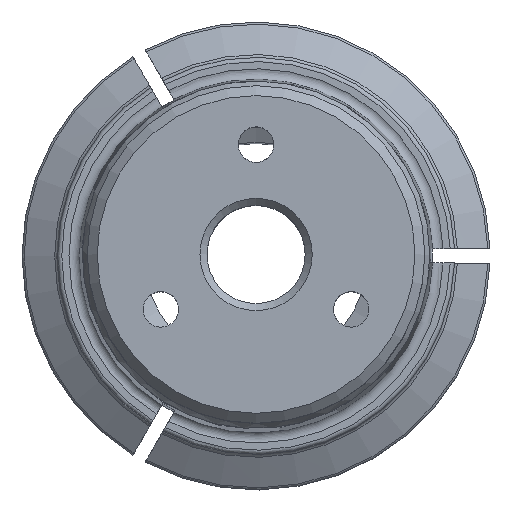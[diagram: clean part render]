
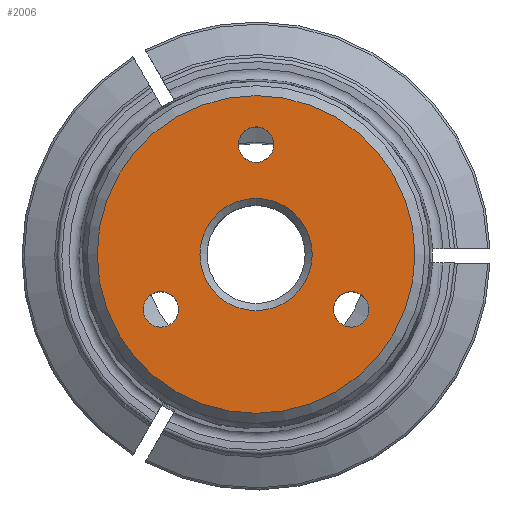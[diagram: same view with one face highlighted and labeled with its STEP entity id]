
A CAD part, top view. The second image highlights one B-rep face of the part: STEP entity #2006.
In plain terms, the highlighted planar face has unit normal (0, 0, 1).
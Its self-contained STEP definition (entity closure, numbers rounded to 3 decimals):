
#158=PLANE('',#2115);
#292=ORIENTED_EDGE('',*,*,#700,.F.);
#293=ORIENTED_EDGE('',*,*,#698,.T.);
#294=ORIENTED_EDGE('',*,*,#705,.T.);
#295=ORIENTED_EDGE('',*,*,#706,.T.);
#296=ORIENTED_EDGE('',*,*,#686,.T.);
#686=EDGE_CURVE('',#895,#895,#1042,.T.);
#698=EDGE_CURVE('',#905,#905,#1049,.T.);
#700=EDGE_CURVE('',#907,#907,#1051,.T.);
#705=EDGE_CURVE('',#912,#912,#1056,.T.);
#706=EDGE_CURVE('',#913,#913,#1057,.T.);
#895=VERTEX_POINT('',#2751);
#905=VERTEX_POINT('',#2800);
#907=VERTEX_POINT('',#2805);
#912=VERTEX_POINT('',#2819);
#913=VERTEX_POINT('',#2821);
#1042=CIRCLE('',#2094,1.25);
#1049=CIRCLE('',#2104,3.959);
#1051=CIRCLE('',#2107,11.2);
#1056=CIRCLE('',#2116,1.25);
#1057=CIRCLE('',#2117,1.25);
#1155=EDGE_LOOP('',(#292));
#1156=EDGE_LOOP('',(#293));
#1157=EDGE_LOOP('',(#294));
#1158=EDGE_LOOP('',(#295));
#1159=EDGE_LOOP('',(#296));
#1277=FACE_BOUND('',#1155,.T.);
#1278=FACE_BOUND('',#1156,.T.);
#1279=FACE_BOUND('',#1157,.T.);
#1280=FACE_BOUND('',#1158,.T.);
#1281=FACE_BOUND('',#1159,.T.);
#2006=ADVANCED_FACE('',(#1277,#1278,#1279,#1280,#1281),#158,.F.);
#2094=AXIS2_PLACEMENT_3D('',#2750,#2295,#2296);
#2104=AXIS2_PLACEMENT_3D('',#2799,#2315,#2316);
#2107=AXIS2_PLACEMENT_3D('',#2804,#2321,#2322);
#2115=AXIS2_PLACEMENT_3D('',#2817,#2337,#2338);
#2116=AXIS2_PLACEMENT_3D('',#2818,#2339,#2340);
#2117=AXIS2_PLACEMENT_3D('',#2820,#2341,#2342);
#2295=DIRECTION('',(0.,0.,-1.));
#2296=DIRECTION('',(-0.5,0.866,0.));
#2315=DIRECTION('',(0.,0.,-1.));
#2316=DIRECTION('',(-1.,0.,0.));
#2321=DIRECTION('',(0.,0.,-1.));
#2322=DIRECTION('',(-1.,0.,0.));
#2337=DIRECTION('',(0.,0.,-1.));
#2338=DIRECTION('',(-1.,0.,0.));
#2339=DIRECTION('',(0.,0.,-1.));
#2340=DIRECTION('',(1.,0.,0.));
#2341=DIRECTION('',(0.,0.,-1.));
#2342=DIRECTION('',(-0.5,-0.866,0.));
#2750=CARTESIAN_POINT('',(-6.712,-3.875,63.));
#2751=CARTESIAN_POINT('',(-7.337,-2.792,63.));
#2799=CARTESIAN_POINT('',(0.,0.,63.));
#2800=CARTESIAN_POINT('',(-3.959,0.,63.));
#2804=CARTESIAN_POINT('',(0.,0.,63.));
#2805=CARTESIAN_POINT('',(-11.2,0.,63.));
#2817=CARTESIAN_POINT('',(11.9,0.,63.));
#2818=CARTESIAN_POINT('',(0.,7.75,63.));
#2819=CARTESIAN_POINT('',(1.25,7.75,63.));
#2820=CARTESIAN_POINT('',(6.712,-3.875,63.));
#2821=CARTESIAN_POINT('',(6.087,-4.958,63.));
